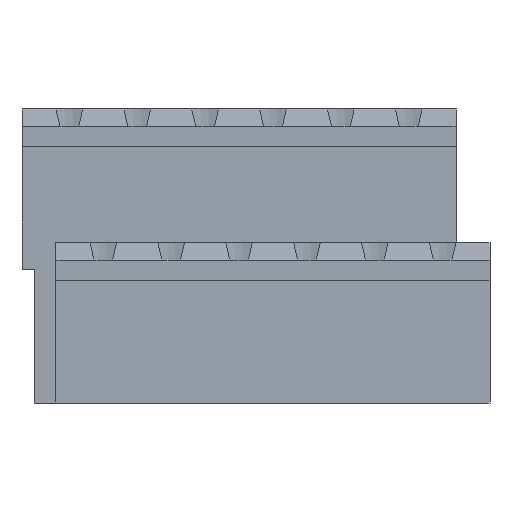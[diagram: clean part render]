
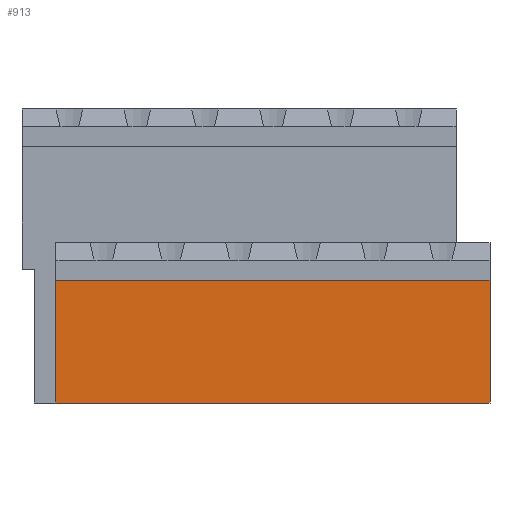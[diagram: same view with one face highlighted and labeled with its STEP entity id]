
A CAD part, front view. The second image highlights one B-rep face of the part: STEP entity #913.
In plain terms, the highlighted planar face has unit normal (0, -1, 0).
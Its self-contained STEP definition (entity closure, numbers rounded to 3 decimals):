
#913 = ADVANCED_FACE( '', ( #2094 ), #2095, .F. );
#2094 = FACE_OUTER_BOUND( '', #3626, .T. );
#2095 = PLANE( '', #3627 );
#3626 = EDGE_LOOP( '', ( #5941, #5942, #5943, #5944 ) );
#3627 = AXIS2_PLACEMENT_3D( '', #5945, #5946, #5947 );
#5941 = ORIENTED_EDGE( '', *, *, #10238, .F. );
#5942 = ORIENTED_EDGE( '', *, *, #10239, .F. );
#5943 = ORIENTED_EDGE( '', *, *, #10220, .F. );
#5944 = ORIENTED_EDGE( '', *, *, #10240, .F. );
#5945 = CARTESIAN_POINT( '', ( 0., -18.85, 0. ) );
#5946 = DIRECTION( '', ( 0., 1., 0. ) );
#5947 = DIRECTION( '', ( 0., 0., 1. ) );
#10220 = EDGE_CURVE( '', #12627, #12629, #12630, .T. );
#10238 = EDGE_CURVE( '', #12657, #12658, #12659, .T. );
#10239 = EDGE_CURVE( '', #12629, #12657, #12660, .T. );
#10240 = EDGE_CURVE( '', #12658, #12627, #12661, .T. );
#12627 = VERTEX_POINT( '', #15981 );
#12629 = VERTEX_POINT( '', #15984 );
#12630 = LINE( '', #15985, #15986 );
#12657 = VERTEX_POINT( '', #16026 );
#12658 = VERTEX_POINT( '', #16027 );
#12659 = LINE( '', #16028, #16029 );
#12660 = LINE( '', #16030, #16031 );
#12661 = LINE( '', #16032, #16033 );
#15981 = CARTESIAN_POINT( '', ( 18.78, -18.85, -1.8 ) );
#15984 = CARTESIAN_POINT( '', ( 18.78, -18.85, -11. ) );
#15985 = CARTESIAN_POINT( '', ( 18.78, -18.85, -1.8 ) );
#15986 = VECTOR( '', #18982, 1000. );
#16026 = CARTESIAN_POINT( '', ( -13.7, -18.85, -11. ) );
#16027 = CARTESIAN_POINT( '', ( -13.7, -18.85, -1.8 ) );
#16028 = CARTESIAN_POINT( '', ( -13.7, -18.85, -11. ) );
#16029 = VECTOR( '', #18996, 1000. );
#16030 = CARTESIAN_POINT( '', ( 18.78, -18.85, -11. ) );
#16031 = VECTOR( '', #18997, 1000. );
#16032 = CARTESIAN_POINT( '', ( -13.7, -18.85, -1.8 ) );
#16033 = VECTOR( '', #18998, 1000. );
#18982 = DIRECTION( '', ( 0., 0., -1. ) );
#18996 = DIRECTION( '', ( 0., 0., 1. ) );
#18997 = DIRECTION( '', ( -1., 0., 0. ) );
#18998 = DIRECTION( '', ( 1., 0., 0. ) );
